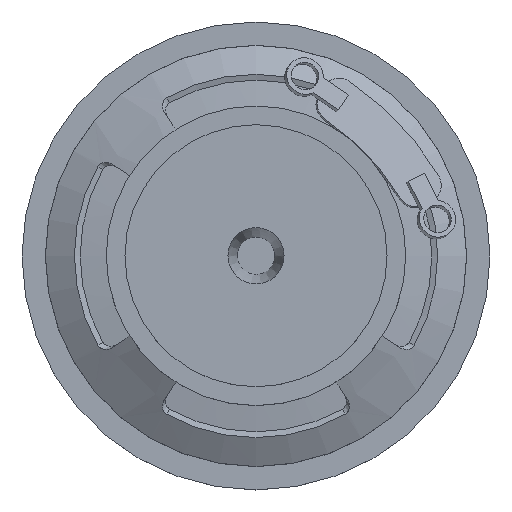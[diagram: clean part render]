
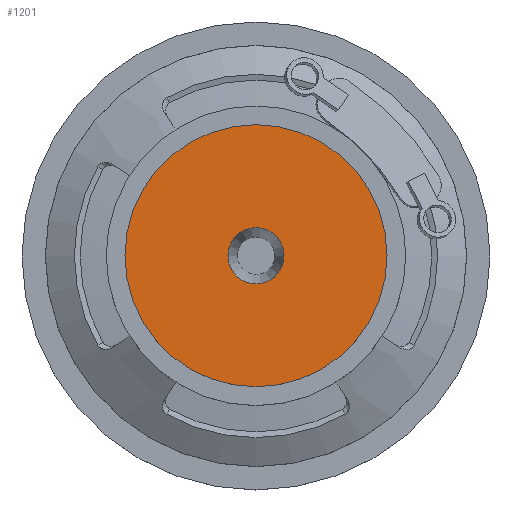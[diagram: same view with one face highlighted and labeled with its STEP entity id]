
A CAD part, top view. The second image highlights one B-rep face of the part: STEP entity #1201.
In plain terms, the highlighted planar face has unit normal (0, 0, 1).
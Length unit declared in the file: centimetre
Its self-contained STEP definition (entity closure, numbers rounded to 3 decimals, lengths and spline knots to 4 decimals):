
#295=PLANE('',#1281);
#338=VERTEX_POINT('',#1664);
#339=VERTEX_POINT('',#1667);
#454=CIRCLE('',#1280,0.3);
#455=CIRCLE('',#1282,1.4);
#510=EDGE_CURVE('',#338,#338,#454,.T.);
#511=EDGE_CURVE('',#339,#339,#455,.T.);
#669=ORIENTED_EDGE('',*,*,#511,.F.);
#670=ORIENTED_EDGE('',*,*,#510,.F.);
#985=EDGE_LOOP('',(#669));
#986=EDGE_LOOP('',(#670));
#1093=FACE_BOUND('',#985,.T.);
#1094=FACE_BOUND('',#986,.T.);
#1201=ADVANCED_FACE('',(#1093,#1094),#295,.T.);
#1280=AXIS2_PLACEMENT_3D('',#1663,#1408,#1409);
#1281=AXIS2_PLACEMENT_3D('',#1665,#1410,$);
#1282=AXIS2_PLACEMENT_3D('',#1666,#1411,#1412);
#1408=DIRECTION('',(0.,0.,1.));
#1409=DIRECTION('',(-0.3,0.,0.));
#1410=DIRECTION('',(0.,0.,1.));
#1411=DIRECTION('',(0.,0.,-1.));
#1412=DIRECTION('',(1.4,0.,0.));
#1663=CARTESIAN_POINT('',(0.,0.,0.75));
#1664=CARTESIAN_POINT('',(0.3,0.,0.75));
#1665=CARTESIAN_POINT('',(0.,0.,0.75));
#1666=CARTESIAN_POINT('',(0.,0.,0.75));
#1667=CARTESIAN_POINT('',(1.4,0.,0.75));
